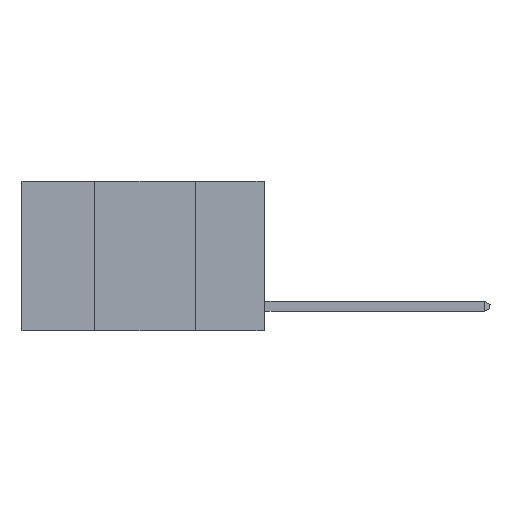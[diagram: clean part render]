
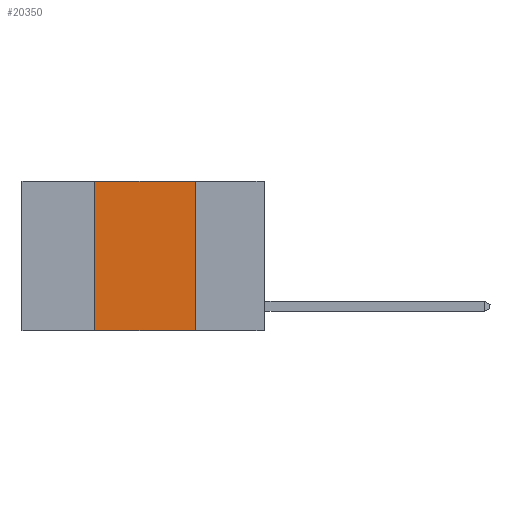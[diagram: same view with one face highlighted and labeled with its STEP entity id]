
A CAD part, left-side view. The second image highlights one B-rep face of the part: STEP entity #20350.
In plain terms, the highlighted planar face has unit normal (-1, 0, 0).
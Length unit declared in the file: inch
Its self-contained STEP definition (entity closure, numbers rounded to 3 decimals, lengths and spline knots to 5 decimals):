
#315 = DIRECTION ( 'NONE',  ( 0., 0., -1. ) ) ;
#1140 = CARTESIAN_POINT ( 'NONE',  ( 0., 0.42, 0. ) ) ;
#2000 = ORIENTED_EDGE ( 'NONE', *, *, #2620, .F. ) ;
#2620 = EDGE_CURVE ( 'NONE', #20813, #12755, #4876, .T. ) ;
#3001 = DIRECTION ( 'NONE',  ( 0., -1., 0. ) ) ;
#4393 = LINE ( 'NONE', #23794, #9127 ) ;
#4704 = VERTEX_POINT ( 'NONE', #23196 ) ;
#4876 = LINE ( 'NONE', #8339, #5515 ) ;
#5515 = VECTOR ( 'NONE', #6411, 39.37008 ) ;
#5774 = DIRECTION ( 'NONE',  ( 0., 0., -1. ) ) ;
#6315 = PLANE ( 'NONE',  #14353 ) ;
#6411 = DIRECTION ( 'NONE',  ( 0., -1., 0. ) ) ;
#7253 = DIRECTION ( 'NONE',  ( 0., 0., 1. ) ) ;
#7401 = LINE ( 'NONE', #15010, #22706 ) ;
#7990 = ORIENTED_EDGE ( 'NONE', *, *, #19046, .F. ) ;
#8339 = CARTESIAN_POINT ( 'NONE',  ( 0., 0.6, 0. ) ) ;
#8615 = ORIENTED_EDGE ( 'NONE', *, *, #12805, .T. ) ;
#8740 = EDGE_CURVE ( 'NONE', #12755, #4704, #4393, .T. ) ;
#9127 = VECTOR ( 'NONE', #5774, 39.37008 ) ;
#9299 = FACE_OUTER_BOUND ( 'NONE', #19670, .T. ) ;
#10136 = CARTESIAN_POINT ( 'NONE',  ( 0., 0.42, 0. ) ) ;
#12354 = DIRECTION ( 'NONE',  ( 1., 0., 0. ) ) ;
#12408 = VECTOR ( 'NONE', #7253, 39.37008 ) ;
#12755 = VERTEX_POINT ( 'NONE', #22790 ) ;
#12805 = EDGE_CURVE ( 'NONE', #24122, #4704, #7401, .T. ) ;
#13059 = LINE ( 'NONE', #1140, #12408 ) ;
#14353 = AXIS2_PLACEMENT_3D ( 'NONE', #24312, #12354, #315 ) ;
#15010 = CARTESIAN_POINT ( 'NONE',  ( 0., 0.6, -0.37 ) ) ;
#17381 = ORIENTED_EDGE ( 'NONE', *, *, #8740, .F. ) ;
#19046 = EDGE_CURVE ( 'NONE', #24122, #20813, #13059, .T. ) ;
#19670 = EDGE_LOOP ( 'NONE', ( #17381, #2000, #7990, #8615 ) ) ;
#20093 = CARTESIAN_POINT ( 'NONE',  ( 0., 0.42, -0.37 ) ) ;
#20350 = ADVANCED_FACE ( 'NONE', ( #9299 ), #6315, .F. ) ;
#20813 = VERTEX_POINT ( 'NONE', #10136 ) ;
#22706 = VECTOR ( 'NONE', #3001, 39.37008 ) ;
#22790 = CARTESIAN_POINT ( 'NONE',  ( 0., 0.17, 0. ) ) ;
#23196 = CARTESIAN_POINT ( 'NONE',  ( 0., 0.17, -0.37 ) ) ;
#23794 = CARTESIAN_POINT ( 'NONE',  ( 0., 0.17, 0. ) ) ;
#24122 = VERTEX_POINT ( 'NONE', #20093 ) ;
#24312 = CARTESIAN_POINT ( 'NONE',  ( 0., 0.6, 0. ) ) ;
